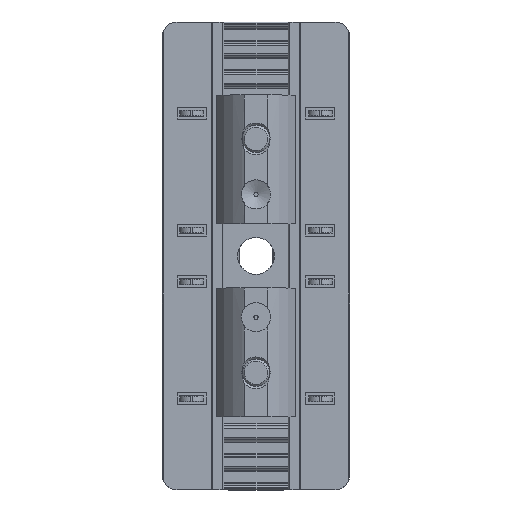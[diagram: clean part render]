
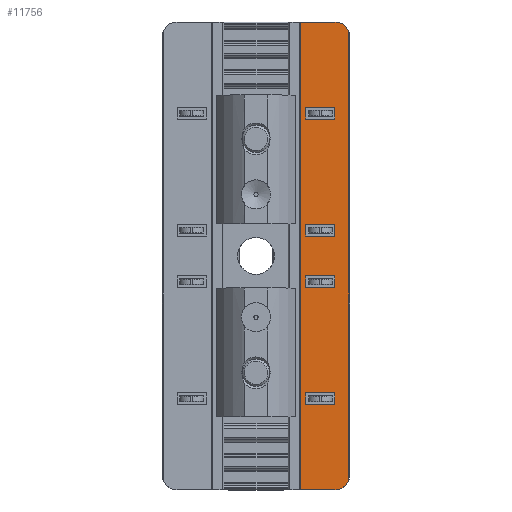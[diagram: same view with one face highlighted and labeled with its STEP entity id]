
A CAD part, top view. The second image highlights one B-rep face of the part: STEP entity #11756.
In plain terms, the highlighted planar face has unit normal (0, 0, 1).
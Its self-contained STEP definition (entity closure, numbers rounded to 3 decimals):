
#203=FACE_BOUND('',#1846,.T.);
#204=FACE_BOUND('',#1847,.T.);
#205=FACE_BOUND('',#1848,.T.);
#206=FACE_BOUND('',#1849,.T.);
#450=PLANE('',#12756);
#1180=FACE_OUTER_BOUND('',#1845,.T.);
#1845=EDGE_LOOP('',(#9407,#9408,#9409,#9410,#9411,#9412));
#1846=EDGE_LOOP('',(#9413,#9414,#9415,#9416));
#1847=EDGE_LOOP('',(#9417,#9418,#9419,#9420));
#1848=EDGE_LOOP('',(#9421,#9422,#9423,#9424));
#1849=EDGE_LOOP('',(#9425,#9426,#9427,#9428));
#2862=LINE('',#19707,#3845);
#2896=LINE('',#19804,#3879);
#3055=LINE('',#20284,#4038);
#3056=LINE('',#20286,#4039);
#3057=LINE('',#20289,#4040);
#3058=LINE('',#20291,#4041);
#3059=LINE('',#20293,#4042);
#3060=LINE('',#20294,#4043);
#3061=LINE('',#20297,#4044);
#3062=LINE('',#20299,#4045);
#3063=LINE('',#20301,#4046);
#3064=LINE('',#20302,#4047);
#3065=LINE('',#20305,#4048);
#3066=LINE('',#20307,#4049);
#3067=LINE('',#20309,#4050);
#3068=LINE('',#20310,#4051);
#3069=LINE('',#20313,#4052);
#3070=LINE('',#20315,#4053);
#3071=LINE('',#20317,#4054);
#3072=LINE('',#20318,#4055);
#3845=VECTOR('',#15054,1000.);
#3879=VECTOR('',#15110,1000.);
#4038=VECTOR('',#15529,1000.);
#4039=VECTOR('',#15532,1000.);
#4040=VECTOR('',#15533,1000.);
#4041=VECTOR('',#15534,1000.);
#4042=VECTOR('',#15535,1000.);
#4043=VECTOR('',#15536,1000.);
#4044=VECTOR('',#15537,1000.);
#4045=VECTOR('',#15538,1000.);
#4046=VECTOR('',#15539,1000.);
#4047=VECTOR('',#15540,1000.);
#4048=VECTOR('',#15541,1000.);
#4049=VECTOR('',#15542,1000.);
#4050=VECTOR('',#15543,1000.);
#4051=VECTOR('',#15544,1000.);
#4052=VECTOR('',#15545,1000.);
#4053=VECTOR('',#15546,1000.);
#4054=VECTOR('',#15547,1000.);
#4055=VECTOR('',#15548,1000.);
#4416=CIRCLE('',#12757,2.5);
#4417=CIRCLE('',#12758,2.5);
#5416=VERTEX_POINT('',#19704);
#5417=VERTEX_POINT('',#19706);
#5460=VERTEX_POINT('',#19801);
#5461=VERTEX_POINT('',#19803);
#5643=VERTEX_POINT('',#20281);
#5644=VERTEX_POINT('',#20283);
#5645=VERTEX_POINT('',#20287);
#5646=VERTEX_POINT('',#20288);
#5647=VERTEX_POINT('',#20290);
#5648=VERTEX_POINT('',#20292);
#5649=VERTEX_POINT('',#20295);
#5650=VERTEX_POINT('',#20296);
#5651=VERTEX_POINT('',#20298);
#5652=VERTEX_POINT('',#20300);
#5653=VERTEX_POINT('',#20303);
#5654=VERTEX_POINT('',#20304);
#5655=VERTEX_POINT('',#20306);
#5656=VERTEX_POINT('',#20308);
#5657=VERTEX_POINT('',#20311);
#5658=VERTEX_POINT('',#20312);
#5659=VERTEX_POINT('',#20314);
#5660=VERTEX_POINT('',#20316);
#6713=EDGE_CURVE('',#5416,#5417,#2862,.T.);
#6757=EDGE_CURVE('',#5461,#5460,#2896,.T.);
#6998=EDGE_CURVE('',#5460,#5643,#4416,.T.);
#6999=EDGE_CURVE('',#5643,#5644,#3055,.T.);
#7000=EDGE_CURVE('',#5644,#5417,#4417,.T.);
#7001=EDGE_CURVE('',#5416,#5461,#3056,.T.);
#7002=EDGE_CURVE('',#5645,#5646,#3057,.T.);
#7003=EDGE_CURVE('',#5647,#5645,#3058,.T.);
#7004=EDGE_CURVE('',#5648,#5647,#3059,.T.);
#7005=EDGE_CURVE('',#5646,#5648,#3060,.T.);
#7006=EDGE_CURVE('',#5649,#5650,#3061,.T.);
#7007=EDGE_CURVE('',#5650,#5651,#3062,.T.);
#7008=EDGE_CURVE('',#5651,#5652,#3063,.T.);
#7009=EDGE_CURVE('',#5652,#5649,#3064,.T.);
#7010=EDGE_CURVE('',#5653,#5654,#3065,.T.);
#7011=EDGE_CURVE('',#5654,#5655,#3066,.T.);
#7012=EDGE_CURVE('',#5655,#5656,#3067,.T.);
#7013=EDGE_CURVE('',#5656,#5653,#3068,.T.);
#7014=EDGE_CURVE('',#5657,#5658,#3069,.T.);
#7015=EDGE_CURVE('',#5658,#5659,#3070,.T.);
#7016=EDGE_CURVE('',#5659,#5660,#3071,.T.);
#7017=EDGE_CURVE('',#5660,#5657,#3072,.T.);
#9407=ORIENTED_EDGE('',*,*,#6757,.T.);
#9408=ORIENTED_EDGE('',*,*,#6998,.T.);
#9409=ORIENTED_EDGE('',*,*,#6999,.T.);
#9410=ORIENTED_EDGE('',*,*,#7000,.T.);
#9411=ORIENTED_EDGE('',*,*,#6713,.F.);
#9412=ORIENTED_EDGE('',*,*,#7001,.T.);
#9413=ORIENTED_EDGE('',*,*,#7002,.F.);
#9414=ORIENTED_EDGE('',*,*,#7003,.F.);
#9415=ORIENTED_EDGE('',*,*,#7004,.F.);
#9416=ORIENTED_EDGE('',*,*,#7005,.F.);
#9417=ORIENTED_EDGE('',*,*,#7006,.T.);
#9418=ORIENTED_EDGE('',*,*,#7007,.T.);
#9419=ORIENTED_EDGE('',*,*,#7008,.T.);
#9420=ORIENTED_EDGE('',*,*,#7009,.T.);
#9421=ORIENTED_EDGE('',*,*,#7010,.T.);
#9422=ORIENTED_EDGE('',*,*,#7011,.T.);
#9423=ORIENTED_EDGE('',*,*,#7012,.T.);
#9424=ORIENTED_EDGE('',*,*,#7013,.T.);
#9425=ORIENTED_EDGE('',*,*,#7014,.T.);
#9426=ORIENTED_EDGE('',*,*,#7015,.T.);
#9427=ORIENTED_EDGE('',*,*,#7016,.T.);
#9428=ORIENTED_EDGE('',*,*,#7017,.T.);
#11756=ADVANCED_FACE('',(#1180,#203,#204,#205,#206),#450,.F.);
#12756=AXIS2_PLACEMENT_3D('',#20280,#15525,#15526);
#12757=AXIS2_PLACEMENT_3D('',#20282,#15527,#15528);
#12758=AXIS2_PLACEMENT_3D('',#20285,#15530,#15531);
#15054=DIRECTION('',(1.,0.,0.));
#15110=DIRECTION('',(1.,0.,0.));
#15525=DIRECTION('center_axis',(0.,0.,
-1.));
#15526=DIRECTION('ref_axis',(-1.,0.,0.));
#15527=DIRECTION('center_axis',(0.,0.,
1.));
#15528=DIRECTION('ref_axis',(0.,1.,0.));
#15529=DIRECTION('',(0.,1.,0.));
#15530=DIRECTION('center_axis',(0.,0.,
1.));
#15531=DIRECTION('ref_axis',(0.,1.,0.));
#15532=DIRECTION('',(0.,-1.,0.));
#15533=DIRECTION('',(0.,-1.,0.));
#15534=DIRECTION('',(-1.,0.,0.));
#15535=DIRECTION('',(0.,1.,0.));
#15536=DIRECTION('',(1.,0.,0.));
#15537=DIRECTION('',(0.,1.,0.));
#15538=DIRECTION('',(1.,0.,0.));
#15539=DIRECTION('',(0.,-1.,0.));
#15540=DIRECTION('',(-1.,0.,0.));
#15541=DIRECTION('',(0.,1.,0.));
#15542=DIRECTION('',(1.,0.,0.));
#15543=DIRECTION('',(0.,-1.,0.));
#15544=DIRECTION('',(-1.,0.,0.));
#15545=DIRECTION('',(0.,1.,0.));
#15546=DIRECTION('',(1.,0.,0.));
#15547=DIRECTION('',(0.,-1.,0.));
#15548=DIRECTION('',(-1.,0.,0.));
#19704=CARTESIAN_POINT('',(7.6,40.,2.7));
#19706=CARTESIAN_POINT('',(13.5,40.,2.7));
#19707=CARTESIAN_POINT('',(0.,40.,2.7));
#19801=CARTESIAN_POINT('',(13.5,-40.,2.7));
#19803=CARTESIAN_POINT('',(7.6,-40.,2.7));
#19804=CARTESIAN_POINT('',(7.5,-40.,2.7));
#20280=CARTESIAN_POINT('Origin',(7.5,40.,2.7));
#20281=CARTESIAN_POINT('',(15.9,-38.2,2.7));
#20282=CARTESIAN_POINT('Origin',(13.5,-37.5,2.7));
#20283=CARTESIAN_POINT('',(15.9,38.2,2.7));
#20284=CARTESIAN_POINT('',(15.9,40.,2.7));
#20285=CARTESIAN_POINT('Origin',(13.5,37.5,2.7));
#20286=CARTESIAN_POINT('',(7.6,-40.,2.7));
#20287=CARTESIAN_POINT('',(8.5,5.4,2.7));
#20288=CARTESIAN_POINT('',(8.5,3.4,2.7));
#20289=CARTESIAN_POINT('',(8.5,5.4,2.7));
#20290=CARTESIAN_POINT('',(13.5,5.4,2.7));
#20291=CARTESIAN_POINT('',(13.5,5.4,2.7));
#20292=CARTESIAN_POINT('',(13.5,3.4,2.7));
#20293=CARTESIAN_POINT('',(13.5,3.4,2.7));
#20294=CARTESIAN_POINT('',(8.5,3.4,2.7));
#20295=CARTESIAN_POINT('',(8.5,-5.4,2.7));
#20296=CARTESIAN_POINT('',(8.5,-3.4,2.7));
#20297=CARTESIAN_POINT('',(8.5,40.,2.7));
#20298=CARTESIAN_POINT('',(13.5,-3.4,2.7));
#20299=CARTESIAN_POINT('',(7.5,-3.4,2.7));
#20300=CARTESIAN_POINT('',(13.5,-5.4,2.7));
#20301=CARTESIAN_POINT('',(13.5,40.,2.7));
#20302=CARTESIAN_POINT('',(7.5,-5.4,2.7));
#20303=CARTESIAN_POINT('',(8.5,23.4,2.7));
#20304=CARTESIAN_POINT('',(8.5,25.4,2.7));
#20305=CARTESIAN_POINT('',(8.5,40.,2.7));
#20306=CARTESIAN_POINT('',(13.5,25.4,2.7));
#20307=CARTESIAN_POINT('',(7.5,25.4,2.7));
#20308=CARTESIAN_POINT('',(13.5,23.4,2.7));
#20309=CARTESIAN_POINT('',(13.5,40.,2.7));
#20310=CARTESIAN_POINT('',(7.5,23.4,2.7));
#20311=CARTESIAN_POINT('',(8.5,-25.4,2.7));
#20312=CARTESIAN_POINT('',(8.5,-23.4,2.7));
#20313=CARTESIAN_POINT('',(8.5,40.,2.7));
#20314=CARTESIAN_POINT('',(13.5,-23.4,2.7));
#20315=CARTESIAN_POINT('',(7.5,-23.4,2.7));
#20316=CARTESIAN_POINT('',(13.5,-25.4,2.7));
#20317=CARTESIAN_POINT('',(13.5,40.,2.7));
#20318=CARTESIAN_POINT('',(7.5,-25.4,2.7));
